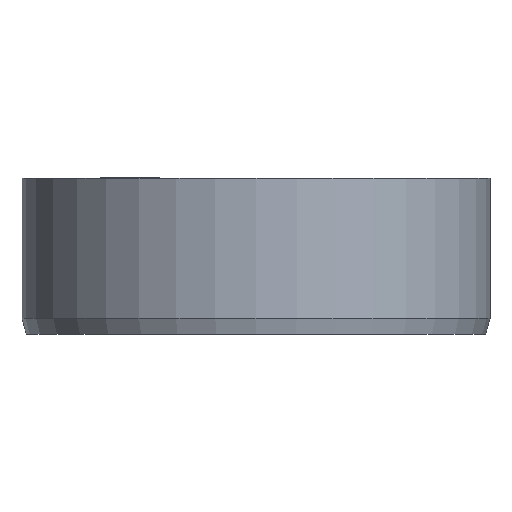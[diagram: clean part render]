
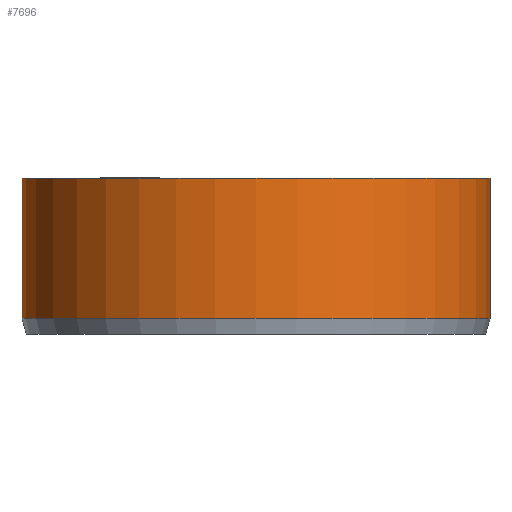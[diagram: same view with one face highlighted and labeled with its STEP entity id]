
A CAD part, front view. The second image highlights one B-rep face of the part: STEP entity #7696.
In plain terms, the highlighted cylindrical face has radius 7.5 mm (diameter 15 mm), a full revolution.
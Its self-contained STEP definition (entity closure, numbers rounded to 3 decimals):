
#29=CYLINDRICAL_SURFACE('',#7915,7.5);
#36=CIRCLE('',#7897,7.5);
#44=CIRCLE('',#7913,7.5);
#45=CIRCLE('',#7914,7.5);
#652=FACE_OUTER_BOUND('',#1120,.T.);
#1120=EDGE_LOOP('',(#6941,#6942,#6943,#6944,#6945));
#1691=LINE('',#14783,#2265);
#2265=VECTOR('',#8790,7.5);
#3566=VERTEX_POINT('',#14750);
#3574=VERTEX_POINT('',#14777);
#3575=VERTEX_POINT('',#14778);
#4690=EDGE_CURVE('',#3566,#3566,#36,.T.);
#4701=EDGE_CURVE('',#3574,#3575,#44,.T.);
#4702=EDGE_CURVE('',#3575,#3574,#45,.T.);
#4704=EDGE_CURVE('',#3566,#3575,#1691,.T.);
#6941=ORIENTED_EDGE('',*,*,#4690,.F.);
#6942=ORIENTED_EDGE('',*,*,#4704,.T.);
#6943=ORIENTED_EDGE('',*,*,#4701,.F.);
#6944=ORIENTED_EDGE('',*,*,#4702,.F.);
#6945=ORIENTED_EDGE('',*,*,#4704,.F.);
#7696=ADVANCED_FACE('',(#652),#29,.T.);
#7897=AXIS2_PLACEMENT_3D('',#14751,#8748,#8749);
#7913=AXIS2_PLACEMENT_3D('',#14779,#8783,#8784);
#7914=AXIS2_PLACEMENT_3D('',#14780,#8785,#8786);
#7915=AXIS2_PLACEMENT_3D('',#14782,#8788,#8789);
#8748=DIRECTION('center_axis',(0.,0.,1.));
#8749=DIRECTION('ref_axis',(1.,0.,0.));
#8783=DIRECTION('center_axis',(0.,0.,-1.));
#8784=DIRECTION('ref_axis',(-1.,0.,0.));
#8785=DIRECTION('center_axis',(0.,0.,-1.));
#8786=DIRECTION('ref_axis',(-1.,0.,0.));
#8788=DIRECTION('center_axis',(0.,0.,1.));
#8789=DIRECTION('ref_axis',(1.,0.,0.));
#8790=DIRECTION('',(0.,0.,-1.));
#14750=CARTESIAN_POINT('',(-7.5,0.,5.));
#14751=CARTESIAN_POINT('Origin',(0.,0.,5.));
#14777=CARTESIAN_POINT('',(7.5,0.,0.5));
#14778=CARTESIAN_POINT('',(-7.5,0.,0.5));
#14779=CARTESIAN_POINT('Origin',(0.,0.,0.5));
#14780=CARTESIAN_POINT('Origin',(0.,0.,0.5));
#14782=CARTESIAN_POINT('Origin',(0.,0.,0.));
#14783=CARTESIAN_POINT('',(-7.5,0.,0.));
